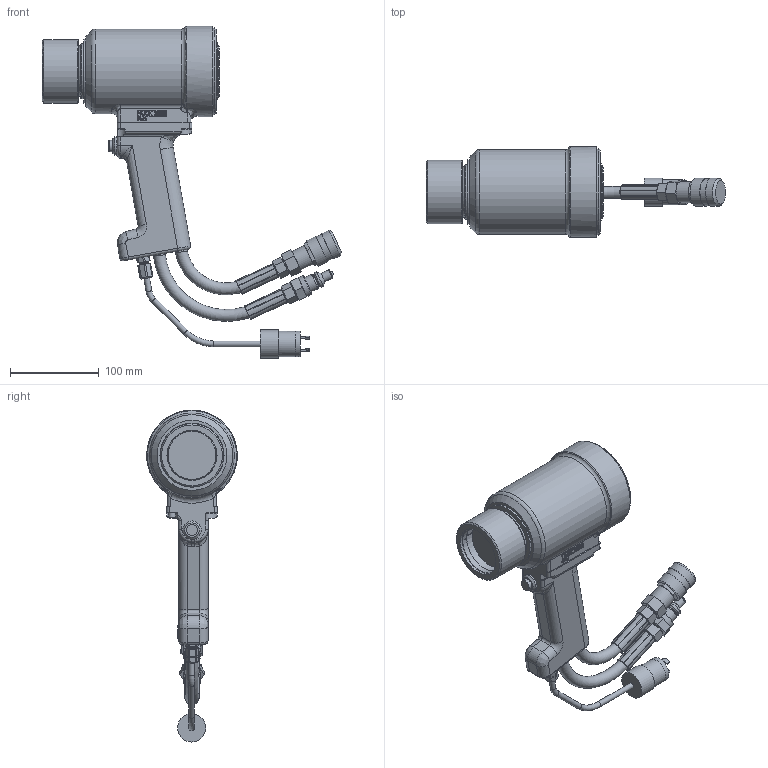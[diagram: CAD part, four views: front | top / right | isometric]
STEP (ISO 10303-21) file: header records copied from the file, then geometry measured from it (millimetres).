
FILE_DESCRIPTION(/* description */ (''),/* implementation_level */ '2;1');
FILE_NAME(/* name */ '3585_clr.stp',/* time_stamp */ '2010-11-28T11:55:32-05:00',/* author */ (''),/* organization */ (''),/* preprocessor_version */ 'ST-DEVELOPER v11',/* originating_system */ 'SIEMENS PLM Software NX 7.0',/* authorisation */ '');
FILE_SCHEMA (('CONFIG_CONTROL_DESIGN'));
Length unit declared in the file: inch
Products named in the file (1): 3585
Bounding box: 336.6 x 101.98 x 373.48 mm (x, y, z)
Volume: 1615075 mm3; surface area: 264557.2 mm2
Topology: 1 solids, 18 shells, 909 faces, 2291 edges, 1471 vertices
Faces by surface type: plane 386, cylinder 287, cone 83, torus 74, extrusion 53, bspline 24, sphere 2
Full cylindrical faces by diameter (mm): 1.524 x1, 2.54 x1, 3.175 x3, 6.35 x7, 7.925 x2, 10.16 x1, 10.477 x1, 10.858 x1, 12.7 x2, 13.335 x2, 13.868 x4, 15.24 x1, 15.684 x1, 17.78 x2, 20.625 x1, 23.368 x1, 23.495 x1, 28.423 x1, 28.448 x1, 30.48 x1, 31.75 x3, 55.474 x2, 56.363 x1, 58.395 x1, 58.737 x1, 61.57 x1, 61.912 x2, 64.008 x1, 66.789 x1, 71.425 x1
Entity records: 30177 total; most frequent: CARTESIAN_POINT 9687, ORIENTED_EDGE 4198, DIRECTION 4015, EDGE_CURVE 2099, AXIS2_PLACEMENT_3D 1584, VERTEX_POINT 1415, EDGE_LOOP 1130, ADVANCED_FACE 909
